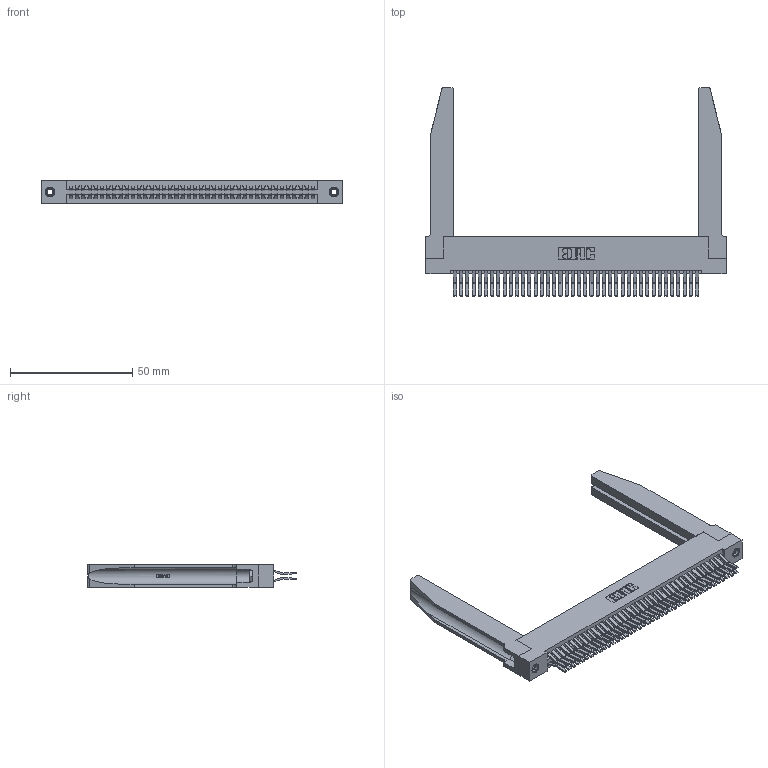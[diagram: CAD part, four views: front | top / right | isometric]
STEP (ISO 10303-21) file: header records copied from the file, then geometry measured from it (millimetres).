
FILE_DESCRIPTION (( 'STEP AP203' ), '1' );
FILE_NAME ('345-080-560-278.STEP', '2019-10-31T21:09:21', ( '' ), ( '' ), 'SwSTEP 2.0', 'SolidWorks 2016', '' );
FILE_SCHEMA (( 'CONFIG_CONTROL_DESIGN' ));
Length unit declared in the file: inch
Products named in the file (5): 345-292-001_560 Tail; 345-080-560-278; 345-220-078_345-220-078; 345 Part_Flush Mounting Lugs - 0.156 Dia-TH; 345-250-001_345-250-001-102
Assembly tree (85 placements, depth 2):
  345-080-560-278
    345 Part_Flush Mounting Lugs - 0.156 Dia-TH
    345-292-001_560 Tail  x80
    345-250-001_345-250-001-102  x2
    345-220-078_345-220-078  x2
Bounding box: 122.83 x 85.41 x 9.4 mm (x, y, z)
Volume: 20208.5 mm3; surface area: 26533.9 mm2
Topology: 85 solids, 85 shells, 4520 faces, 13349 edges, 8782 vertices
Faces by surface type: plane 2862, cylinder 1606, bspline 36, cone 12, torus 4
Entity records: 36482 total; most frequent: CARTESIAN_POINT 7035, ORIENTED_EDGE 5866, DIRECTION 5203, EDGE_CURVE 2933, LINE 2543, VECTOR 2543, VERTEX_POINT 1948, AXIS2_PLACEMENT_3D 1330
